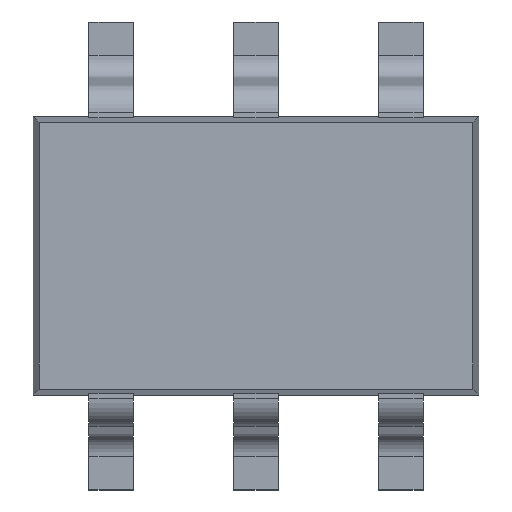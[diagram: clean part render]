
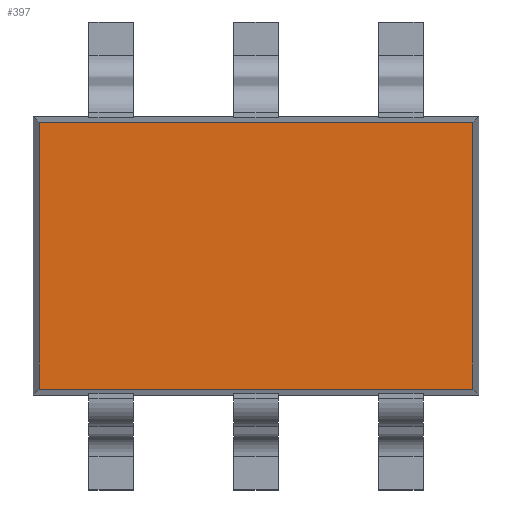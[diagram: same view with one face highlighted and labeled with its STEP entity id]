
A CAD part, top view. The second image highlights one B-rep face of the part: STEP entity #397.
In plain terms, the highlighted planar face has unit normal (0, 0, 1).
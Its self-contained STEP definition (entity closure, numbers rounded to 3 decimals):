
#20 = ORIENTED_EDGE ( 'NONE', *, *, #1557, .T. ) ;
#70 = VECTOR ( 'NONE', #1599, 1000. ) ;
#190 = ORIENTED_EDGE ( 'NONE', *, *, #2274, .T. ) ;
#217 = DIRECTION ( 'NONE',  ( 0., 0., 1. ) ) ;
#397 = ADVANCED_FACE ( 'NONE', ( #2167 ), #910, .T. ) ;
#398 = VERTEX_POINT ( 'NONE', #837 ) ;
#476 = DIRECTION ( 'NONE',  ( 0., 1., 0. ) ) ;
#487 = DIRECTION ( 'NONE',  ( -1., 0., 0. ) ) ;
#507 = EDGE_CURVE ( 'NONE', #1953, #398, #1335, .T. ) ;
#510 = LINE ( 'NONE', #1693, #1892 ) ;
#653 = ORIENTED_EDGE ( 'NONE', *, *, #925, .T. ) ;
#823 = CARTESIAN_POINT ( 'NONE',  ( -1., 0.599, 0.95 ) ) ;
#827 = DIRECTION ( 'NONE',  ( 1., 0., 0. ) ) ;
#837 = CARTESIAN_POINT ( 'NONE',  ( 0.974, -0.599, 0.95 ) ) ;
#846 = CARTESIAN_POINT ( 'NONE',  ( 0., 0., 0.95 ) ) ;
#881 = LINE ( 'NONE', #823, #1919 ) ;
#910 = PLANE ( 'NONE',  #1895 ) ;
#925 = EDGE_CURVE ( 'NONE', #982, #1110, #881, .T. ) ;
#978 = CARTESIAN_POINT ( 'NONE',  ( -0.974, -0.599, 0.95 ) ) ;
#982 = VERTEX_POINT ( 'NONE', #1038 ) ;
#1038 = CARTESIAN_POINT ( 'NONE',  ( 0.974, 0.599, 0.95 ) ) ;
#1110 = VERTEX_POINT ( 'NONE', #2440 ) ;
#1167 = CARTESIAN_POINT ( 'NONE',  ( 1., -0.599, 0.95 ) ) ;
#1335 = LINE ( 'NONE', #1167, #2460 ) ;
#1431 = DIRECTION ( 'NONE',  ( 1., 0., 0. ) ) ;
#1557 = EDGE_CURVE ( 'NONE', #1110, #1953, #1769, .T. ) ;
#1599 = DIRECTION ( 'NONE',  ( 0., -1., 0. ) ) ;
#1693 = CARTESIAN_POINT ( 'NONE',  ( 0.974, 0.625, 0.95 ) ) ;
#1769 = LINE ( 'NONE', #2020, #70 ) ;
#1892 = VECTOR ( 'NONE', #476, 1000. ) ;
#1895 = AXIS2_PLACEMENT_3D ( 'NONE', #846, #217, #1431 ) ;
#1898 = ORIENTED_EDGE ( 'NONE', *, *, #507, .T. ) ;
#1915 = EDGE_LOOP ( 'NONE', ( #20, #1898, #190, #653 ) ) ;
#1919 = VECTOR ( 'NONE', #487, 1000. ) ;
#1953 = VERTEX_POINT ( 'NONE', #978 ) ;
#2020 = CARTESIAN_POINT ( 'NONE',  ( -0.974, -0.625, 0.95 ) ) ;
#2167 = FACE_OUTER_BOUND ( 'NONE', #1915, .T. ) ;
#2274 = EDGE_CURVE ( 'NONE', #398, #982, #510, .T. ) ;
#2440 = CARTESIAN_POINT ( 'NONE',  ( -0.974, 0.599, 0.95 ) ) ;
#2460 = VECTOR ( 'NONE', #827, 1000. ) ;
